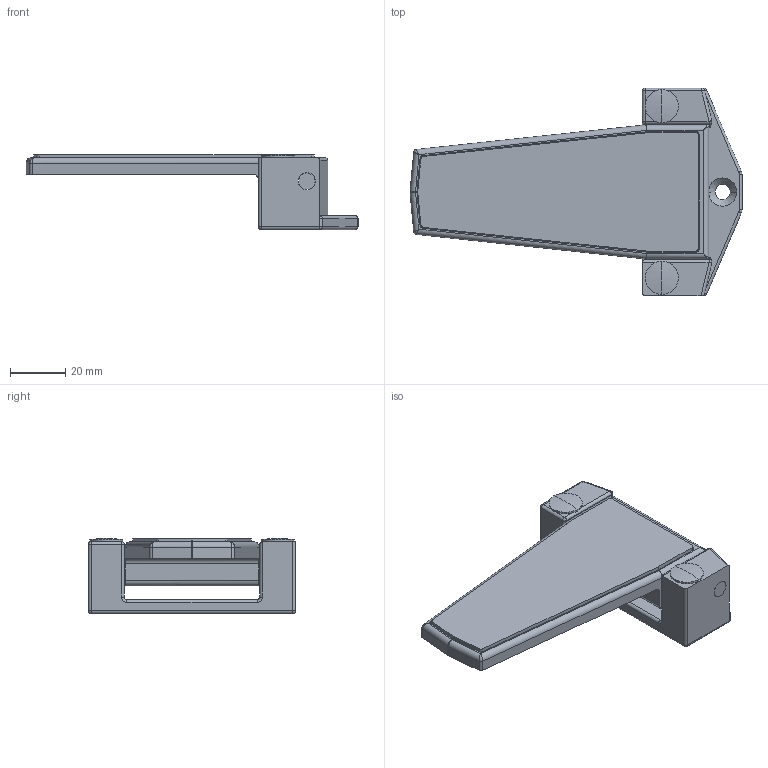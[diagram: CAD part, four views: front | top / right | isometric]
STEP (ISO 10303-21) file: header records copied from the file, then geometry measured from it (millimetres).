
FILE_DESCRIPTION (( 'STEP AP203' ), '1' );
FILE_NAME ('sone3D.STEP', '2016-03-23T02:40:39', ( '' ), ( '' ), 'SwSTEP 2.0', 'SolidWorks 2012', '' );
FILE_SCHEMA (( 'CONFIG_CONTROL_DESIGN' ));
Length unit declared in the file: millimetre
Products named in the file (6): FB-732-1ヒンジ_; FB-732-1本体_; FB-732-1カバー_; FB-732-1シャフト_; FB-732キャップ_; sone3D
Assembly tree (6 placements, depth 2):
  sone3D
    FB-732-1ヒンジ_
    FB-732-1本体_
    FB-732-1カバー_
    FB-732-1シャフト_
    FB-732キャップ_  x2
Bounding box: 120 x 75 x 27.2 mm (x, y, z)
Volume: 60256.9 mm3; surface area: 33815.7 mm2
Topology: 6 solids, 6 shells, 246 faces, 604 edges, 356 vertices
Faces by surface type: cylinder 111, plane 72, cone 30, sphere 19, torus 8, bspline 6
Entity records: 7013 total; most frequent: CARTESIAN_POINT 1366, DIRECTION 1120, ORIENTED_EDGE 1010, EDGE_CURVE 505, AXIS2_PLACEMENT_3D 441, VERTEX_POINT 303, VECTOR 238, LINE 238
